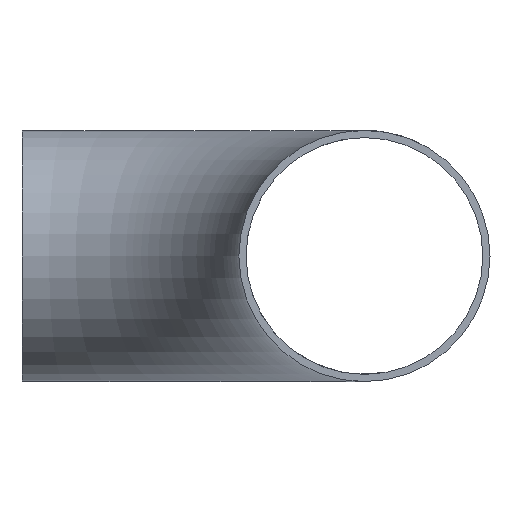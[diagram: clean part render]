
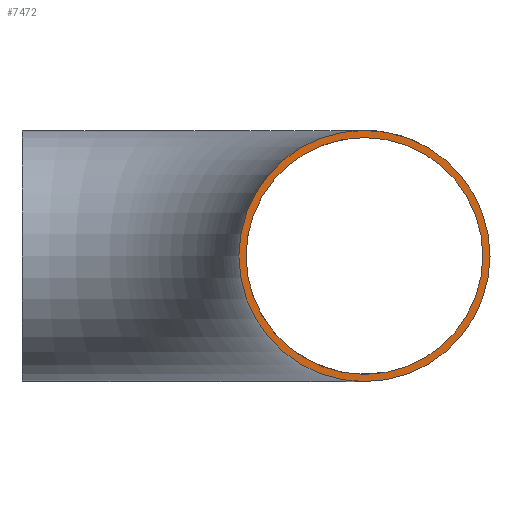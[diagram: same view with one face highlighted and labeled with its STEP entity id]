
A CAD part, left-side view. The second image highlights one B-rep face of the part: STEP entity #7472.
In plain terms, the highlighted planar face has unit normal (-1, 0, 0).
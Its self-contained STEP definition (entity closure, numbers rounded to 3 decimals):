
#1113 = CARTESIAN_POINT ( 'NONE',  ( 0., 0., -69.85 ) ) ;
#1151 = CARTESIAN_POINT ( 'NONE',  ( 0., 0., 0. ) ) ;
#1279 = AXIS2_PLACEMENT_3D ( 'NONE', #11190, #18350, #9434 ) ;
#1826 = EDGE_CURVE ( 'NONE', #6959, #7175, #8440, .T. ) ;
#3642 = CARTESIAN_POINT ( 'NONE',  ( 0., 0., 69.85 ) ) ;
#3875 = DIRECTION ( 'NONE',  ( 1., 0., 0. ) ) ;
#4853 = EDGE_CURVE ( 'NONE', #12131, #19945, #11389, .T. ) ;
#5136 = DIRECTION ( 'NONE',  ( 0., 0., -1. ) ) ;
#6959 = VERTEX_POINT ( 'NONE', #3642 ) ;
#7175 = VERTEX_POINT ( 'NONE', #1113 ) ;
#7472 = ADVANCED_FACE ( 'NONE', ( #12711, #20341 ), #18115, .F. ) ;
#7646 = AXIS2_PLACEMENT_3D ( 'NONE', #7659, #12826, #16477 ) ;
#7659 = CARTESIAN_POINT ( 'NONE',  ( 0., 0., 0. ) ) ;
#8440 = CIRCLE ( 'NONE', #17074, 69.85 ) ;
#9344 = ORIENTED_EDGE ( 'NONE', *, *, #1826, .F. ) ;
#9434 = DIRECTION ( 'NONE',  ( 0., 0., -1. ) ) ;
#11190 = CARTESIAN_POINT ( 'NONE',  ( 0., 0., 0. ) ) ;
#11389 = CIRCLE ( 'NONE', #1279, 65.85 ) ;
#12131 = VERTEX_POINT ( 'NONE', #21025 ) ;
#12711 = FACE_BOUND ( 'NONE', #17185, .T. ) ;
#12722 = ORIENTED_EDGE ( 'NONE', *, *, #13725, .T. ) ;
#12826 = DIRECTION ( 'NONE',  ( 1., 0., 0. ) ) ;
#13594 = CIRCLE ( 'NONE', #19613, 69.85 ) ;
#13725 = EDGE_CURVE ( 'NONE', #19945, #12131, #15317, .T. ) ;
#14553 = CARTESIAN_POINT ( 'NONE',  ( 0., 0., 0. ) ) ;
#15317 = CIRCLE ( 'NONE', #18319, 65.85 ) ;
#16477 = DIRECTION ( 'NONE',  ( 0., 0., -1. ) ) ;
#17074 = AXIS2_PLACEMENT_3D ( 'NONE', #14553, #3875, #21737 ) ;
#17185 = EDGE_LOOP ( 'NONE', ( #17238, #12722 ) ) ;
#17238 = ORIENTED_EDGE ( 'NONE', *, *, #4853, .T. ) ;
#17699 = CARTESIAN_POINT ( 'NONE',  ( 0., 0., 0. ) ) ;
#18115 = PLANE ( 'NONE',  #7646 ) ;
#18319 = AXIS2_PLACEMENT_3D ( 'NONE', #1151, #19447, #21224 ) ;
#18350 = DIRECTION ( 'NONE',  ( 1., 0., 0. ) ) ;
#19447 = DIRECTION ( 'NONE',  ( 1., 0., 0. ) ) ;
#19613 = AXIS2_PLACEMENT_3D ( 'NONE', #17699, #23146, #5136 ) ;
#19945 = VERTEX_POINT ( 'NONE', #21018 ) ;
#20341 = FACE_OUTER_BOUND ( 'NONE', #20479, .T. ) ;
#20479 = EDGE_LOOP ( 'NONE', ( #21504, #9344 ) ) ;
#21018 = CARTESIAN_POINT ( 'NONE',  ( 0., 0., -65.85 ) ) ;
#21025 = CARTESIAN_POINT ( 'NONE',  ( 0., 0., 65.85 ) ) ;
#21224 = DIRECTION ( 'NONE',  ( 0., 0., -1. ) ) ;
#21504 = ORIENTED_EDGE ( 'NONE', *, *, #23262, .F. ) ;
#21737 = DIRECTION ( 'NONE',  ( 0., 0., -1. ) ) ;
#23146 = DIRECTION ( 'NONE',  ( 1., 0., 0. ) ) ;
#23262 = EDGE_CURVE ( 'NONE', #7175, #6959, #13594, .T. ) ;
